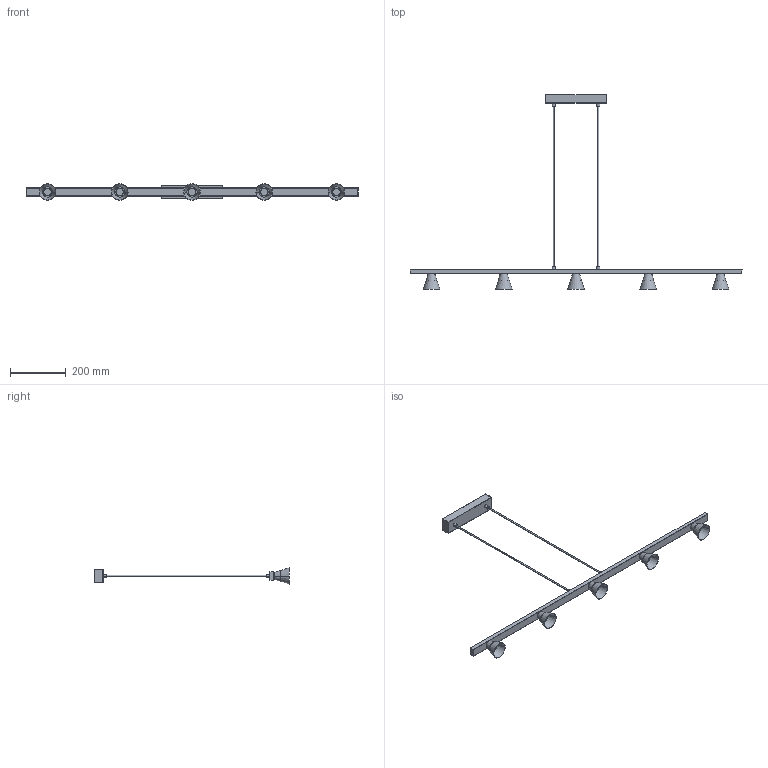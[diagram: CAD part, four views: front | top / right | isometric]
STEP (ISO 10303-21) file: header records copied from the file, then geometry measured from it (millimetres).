
FILE_DESCRIPTION((''),'2;1');
FILE_NAME('DD-003_ASM','2023-03-30T23:55:11',('Administrator'),(''),'CREO PARAMETRIC BY PTC INC, 2020053','CREO PARAMETRIC BY PTC INC, 2020053','');
FILE_SCHEMA(('CONFIG_CONTROL_DESIGN'));
Length unit declared in the file: millimetre
Products named in the file (8): DD-003-01; DD-003-02; DD-003-03; DD-003-04; DD-003-05; DD-003-06; DD-003-07; DD-003_ASM
Assembly tree (23 placements, depth 2):
  DD-003_ASM
    DD-003-01
    DD-003-02  x4
    DD-003-03  x2
    DD-003-04
    DD-003-05  x5
    DD-003-06  x5
    DD-003-07  x5
Bounding box: 1195 x 700 x 60 mm (x, y, z)
Volume: 673445.3 mm3; surface area: 283570.7 mm2
Topology: 23 solids, 23 shells, 201 faces, 384 edges, 242 vertices
Faces by surface type: plane 71, cylinder 54, cone 50, torus 18, bspline 8
Entity records: 3394 total; most frequent: CARTESIAN_POINT 1050, DIRECTION 510, ORIENTED_EDGE 388, AXIS2_PLACEMENT_3D 212, EDGE_CURVE 194, VERTEX_POINT 120, EDGE_LOOP 114, FACE_OUTER_BOUND 97
